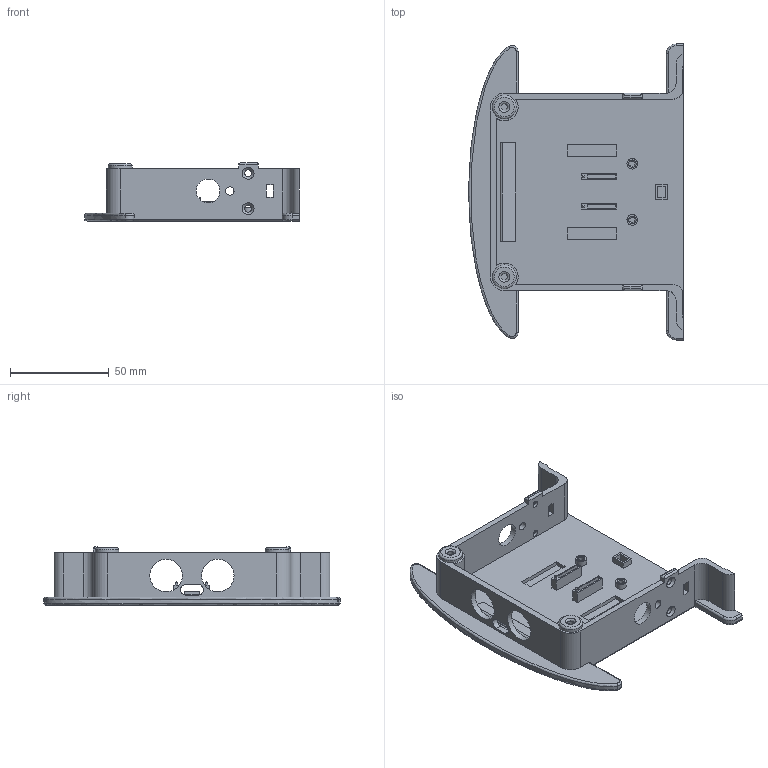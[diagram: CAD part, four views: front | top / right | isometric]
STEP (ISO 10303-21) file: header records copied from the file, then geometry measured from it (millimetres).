
FILE_DESCRIPTION(/* description */ (''),/* implementation_level */ '2;1');
FILE_NAME(/* name */ '5f67819aad068c120b75157a',/* time_stamp */ '2020-09-20T16:21:47+00:00',/* author */ (''),/* organization */ (''),/* preprocessor_version */ 'ST-DEVELOPER v16.7',/* originating_system */ $,/* authorisation */ $);
FILE_SCHEMA (('AUTOMOTIVE_DESIGN {1 0 10303 214 3 1 1}'));
Length unit declared in the file: metre
Products named in the file (1): openbot_bottom_B
Bounding box: 108.66 x 150 x 29.5 mm (x, y, z)
Volume: 70662 mm3; surface area: 41949.2 mm2
Topology: 1 solids, 1 shells, 203 faces, 513 edges, 332 vertices
Faces by surface type: plane 117, cylinder 63, torus 14, cone 4, bspline 3, sphere 2
Full cylindrical faces by diameter (mm): 1.2 x2, 2.8 x2, 3.4 x8, 4.2 x2, 5.4 x2, 12 x4, 16.5 x2
Entity records: 6125 total; most frequent: CARTESIAN_POINT 1290, DIRECTION 989, ORIENTED_EDGE 930, EDGE_CURVE 465, AXIS2_PLACEMENT_3D 335, LINE 319, VECTOR 319, VERTEX_POINT 318
